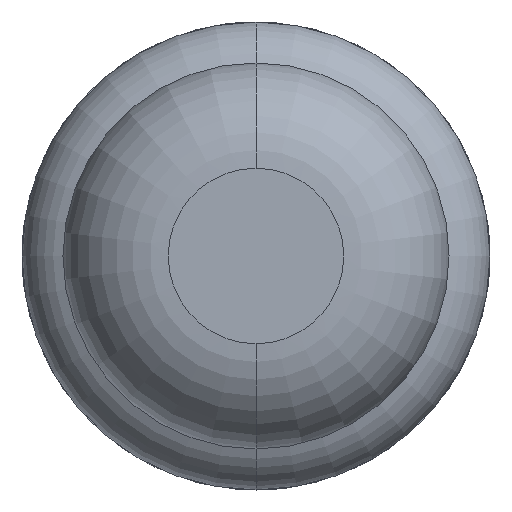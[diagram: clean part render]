
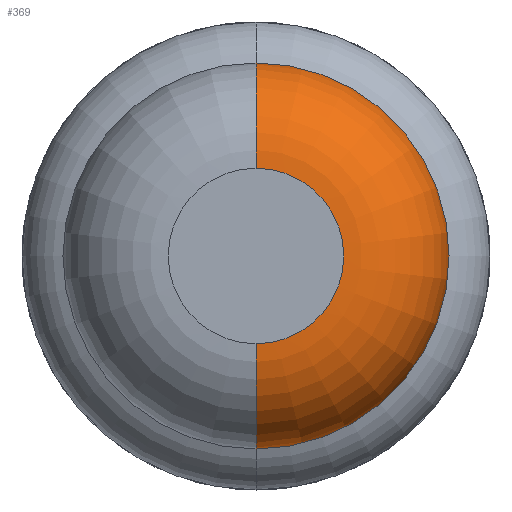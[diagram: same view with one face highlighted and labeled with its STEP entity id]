
A CAD part, front view. The second image highlights one B-rep face of the part: STEP entity #369.
In plain terms, the highlighted toroidal (fillet/blend) face has major radius 0.375 mm and minor radius 0.45 mm.
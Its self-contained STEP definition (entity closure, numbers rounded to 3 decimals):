
#2 = DIRECTION ( 'NONE',  ( 0., 0., 1. ) ) ;
#19 = VERTEX_POINT ( 'NONE', #3330 ) ;
#48 = ORIENTED_EDGE ( 'NONE', *, *, #1290, .T. ) ;
#82 = CARTESIAN_POINT ( 'NONE',  ( 0., -25.55, 0. ) ) ;
#109 = DIRECTION ( 'NONE',  ( 0., 1., 0. ) ) ;
#121 = TOROIDAL_SURFACE ( 'NONE', #2928, 0.375, 0.45 ) ;
#174 = EDGE_CURVE ( 'NONE', #3363, #19, #2875, .T. ) ;
#259 = EDGE_CURVE ( 'NONE', #2100, #3404, #361, .T. ) ;
#361 = CIRCLE ( 'NONE', #3597, 0.45 ) ;
#369 = ADVANCED_FACE ( 'Defeature ausgef�hrt1_8', ( #1227 ), #121, .T. ) ;
#934 = CARTESIAN_POINT ( 'NONE',  ( 0., -25.55, 0.825 ) ) ;
#978 = CARTESIAN_POINT ( 'NONE',  ( 0., -26., 0. ) ) ;
#998 = DIRECTION ( 'NONE',  ( 0., 0., 1. ) ) ;
#1227 = FACE_OUTER_BOUND ( 'NONE', #1865, .T. ) ;
#1290 = EDGE_CURVE ( 'Defeature ausgef�hrt1_8+Defeature ausgef�hrt1_7+Defeature ausgef�hrt1_7+Defeature ausgef�hrt1_7', #2100, #3363, #2063, .T. ) ;
#1504 = DIRECTION ( 'NONE',  ( 0., 0., 1. ) ) ;
#1605 = DIRECTION ( 'NONE',  ( 0., 1., 0. ) ) ;
#1666 = ORIENTED_EDGE ( 'NONE', *, *, #3414, .F. ) ;
#1668 = CIRCLE ( 'NONE', #3110, 0.825 ) ;
#1734 = DIRECTION ( 'NONE',  ( 0., 0., 1. ) ) ;
#1830 = AXIS2_PLACEMENT_3D ( 'NONE', #2746, #4053, #3549 ) ;
#1865 = EDGE_LOOP ( 'NONE', ( #48, #3572, #1666, #2625 ) ) ;
#1963 = DIRECTION ( 'NONE',  ( 0., 1., 0. ) ) ;
#2063 = CIRCLE ( 'NONE', #3842, 0.375 ) ;
#2100 = VERTEX_POINT ( 'NONE', #3799 ) ;
#2186 = CARTESIAN_POINT ( 'NONE',  ( 0., -26., -0.375 ) ) ;
#2221 = CARTESIAN_POINT ( 'NONE',  ( 0., -25.55, 0. ) ) ;
#2625 = ORIENTED_EDGE ( 'NONE', *, *, #259, .F. ) ;
#2746 = CARTESIAN_POINT ( 'NONE',  ( 0., -25.55, -0.375 ) ) ;
#2875 = CIRCLE ( 'NONE', #1830, 0.45 ) ;
#2928 = AXIS2_PLACEMENT_3D ( 'NONE', #82, #109, #1734 ) ;
#3110 = AXIS2_PLACEMENT_3D ( 'NONE', #2221, #1605, #2 ) ;
#3330 = CARTESIAN_POINT ( 'NONE',  ( 0., -25.55, -0.825 ) ) ;
#3363 = VERTEX_POINT ( 'NONE', #2186 ) ;
#3404 = VERTEX_POINT ( 'NONE', #934 ) ;
#3414 = EDGE_CURVE ( 'Defeature ausgef�hrt1_9+Defeature ausgef�hrt1_8+Defeature ausgef�hrt1_8+Defeature ausgef�hrt1_8', #3404, #19, #1668, .T. ) ;
#3549 = DIRECTION ( 'NONE',  ( 0., 0., -1. ) ) ;
#3572 = ORIENTED_EDGE ( 'NONE', *, *, #174, .T. ) ;
#3597 = AXIS2_PLACEMENT_3D ( 'NONE', #4089, #3782, #1504 ) ;
#3782 = DIRECTION ( 'NONE',  ( -1., 0., 0. ) ) ;
#3799 = CARTESIAN_POINT ( 'NONE',  ( 0., -26., 0.375 ) ) ;
#3842 = AXIS2_PLACEMENT_3D ( 'NONE', #978, #1963, #998 ) ;
#4053 = DIRECTION ( 'NONE',  ( 1., 0., 0. ) ) ;
#4089 = CARTESIAN_POINT ( 'NONE',  ( 0., -25.55, 0.375 ) ) ;
